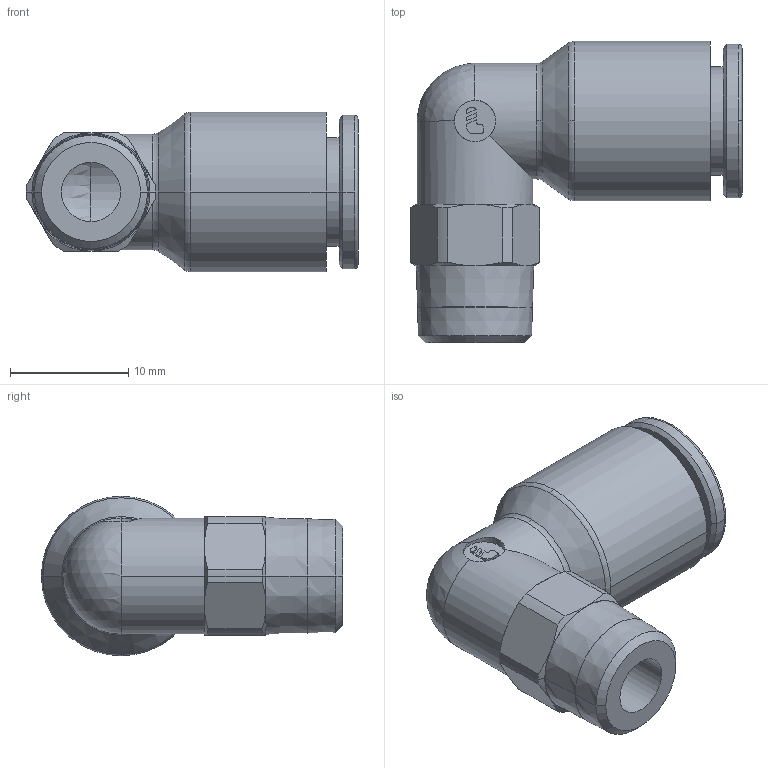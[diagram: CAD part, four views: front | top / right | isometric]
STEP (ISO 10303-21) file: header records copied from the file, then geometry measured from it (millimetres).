
FILE_DESCRIPTION(('STEP AP214'),'1');
FILE_NAME('3109_08_10.stp','2016-07-07T14:15:37',('TraceParts'),('TraceParts S.A.'),'Spatial InterOp 3D',' ',' ');
FILE_SCHEMA(('automotive_design'));
Length unit declared in the file: millimetre
Products named in the file (1): 1
Bounding box: 28.1 x 25.5 x 13.5 mm (x, y, z)
Volume: 2221.8 mm3; surface area: 2752.3 mm2
Topology: 1 solids, 1 shells, 98 faces, 241 edges, 152 vertices
Faces by surface type: cylinder 32, plane 32, cone 26, torus 6, sphere 2
Entity records: 3092 total; most frequent: CARTESIAN_POINT 744, DIRECTION 525, ORIENTED_EDGE 476, EDGE_CURVE 238, AXIS2_PLACEMENT_3D 217, VERTEX_POINT 152, CIRCLE 114, EDGE_LOOP 110
